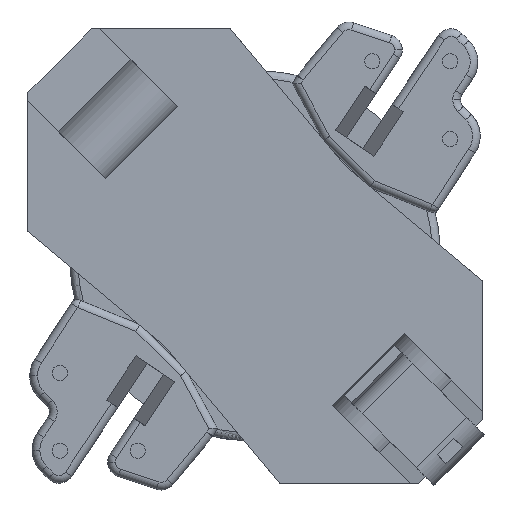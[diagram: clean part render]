
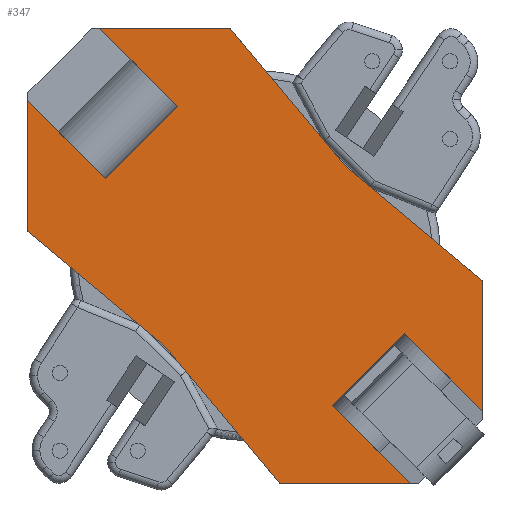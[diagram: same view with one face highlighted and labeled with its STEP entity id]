
A CAD part, front view. The second image highlights one B-rep face of the part: STEP entity #347.
In plain terms, the highlighted face is planar.
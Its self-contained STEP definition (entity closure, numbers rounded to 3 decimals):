
#135 = LINE ( 'NONE', #4730, #5808 ) ;
#153 = VERTEX_POINT ( 'NONE', #8230 ) ;
#156 = VECTOR ( 'NONE', #9249, 1000. ) ;
#209 = VERTEX_POINT ( 'NONE', #9332 ) ;
#306 = CARTESIAN_POINT ( 'NONE',  ( -4.66, 5.81, 0. ) ) ;
#347 = ADVANCED_FACE ( 'NONE', ( #5573 ), #654, .F. ) ;
#373 = VERTEX_POINT ( 'NONE', #1612 ) ;
#392 = DIRECTION ( 'NONE',  ( -0.087, 0.996, 0. ) ) ;
#430 = ORIENTED_EDGE ( 'NONE', *, *, #4445, .T. ) ;
#435 = LINE ( 'NONE', #1860, #4041 ) ;
#530 = DIRECTION ( 'NONE',  ( 0., 1., 0. ) ) ;
#536 = VERTEX_POINT ( 'NONE', #3400 ) ;
#537 = VERTEX_POINT ( 'NONE', #1933 ) ;
#614 = ORIENTED_EDGE ( 'NONE', *, *, #2604, .T. ) ;
#654 = PLANE ( 'NONE',  #7704 ) ;
#764 = LINE ( 'NONE', #1237, #4382 ) ;
#851 = EDGE_CURVE ( 'NONE', #7093, #1781, #8838, .T. ) ;
#939 = VECTOR ( 'NONE', #530, 1000. ) ;
#1119 = VERTEX_POINT ( 'NONE', #5827 ) ;
#1237 = CARTESIAN_POINT ( 'NONE',  ( 4.15, 0., 0. ) ) ;
#1303 = LINE ( 'NONE', #6305, #6500 ) ;
#1481 = EDGE_CURVE ( 'NONE', #373, #537, #2358, .T. ) ;
#1566 = VECTOR ( 'NONE', #9304, 1000. ) ;
#1612 = CARTESIAN_POINT ( 'NONE',  ( 1.66, 5.25, 0. ) ) ;
#1656 = DIRECTION ( 'NONE',  ( -0.707, 0.707, 0. ) ) ;
#1781 = VERTEX_POINT ( 'NONE', #3035 ) ;
#1860 = CARTESIAN_POINT ( 'NONE',  ( 4.15, 0., 0. ) ) ;
#1933 = CARTESIAN_POINT ( 'NONE',  ( 1.66, 8.81, 0. ) ) ;
#2185 = CARTESIAN_POINT ( 'NONE',  ( 0., 0., 0. ) ) ;
#2241 = ORIENTED_EDGE ( 'NONE', *, *, #6934, .T. ) ;
#2256 = CARTESIAN_POINT ( 'NONE',  ( 1.66, -5.25, 0. ) ) ;
#2358 = LINE ( 'NONE', #8953, #939 ) ;
#2575 = CARTESIAN_POINT ( 'NONE',  ( 1.66, 5.25, 0. ) ) ;
#2604 = EDGE_CURVE ( 'NONE', #153, #2862, #5141, .T. ) ;
#2696 = CARTESIAN_POINT ( 'NONE',  ( -4.66, 5.81, 0. ) ) ;
#2704 = DIRECTION ( 'NONE',  ( -0.087, -0.996, 0. ) ) ;
#2758 = DIRECTION ( 'NONE',  ( 0.707, 0.707, 0. ) ) ;
#2801 = EDGE_CURVE ( 'NONE', #7657, #6377, #435, .T. ) ;
#2862 = VERTEX_POINT ( 'NONE', #306 ) ;
#2901 = LINE ( 'NONE', #6822, #1566 ) ;
#2924 = LINE ( 'NONE', #2989, #156 ) ;
#2989 = CARTESIAN_POINT ( 'NONE',  ( -4.15, 0., 0. ) ) ;
#3035 = CARTESIAN_POINT ( 'NONE',  ( -1.66, -5.25, 0. ) ) ;
#3091 = DIRECTION ( 'NONE',  ( 0., -1., 0. ) ) ;
#3240 = LINE ( 'NONE', #9618, #7626 ) ;
#3288 = CARTESIAN_POINT ( 'NONE',  ( 4.66, -5.81, 0. ) ) ;
#3400 = CARTESIAN_POINT ( 'NONE',  ( 1.66, -8.81, 0. ) ) ;
#3504 = EDGE_LOOP ( 'NONE', ( #5197, #8382, #9384, #2241, #614, #430, #4894, #6657, #9365, #7660, #5992, #3911, #4501, #6276 ) ) ;
#3808 = DIRECTION ( 'NONE',  ( 0., 1., 0. ) ) ;
#3911 = ORIENTED_EDGE ( 'NONE', *, *, #5621, .T. ) ;
#3936 = CARTESIAN_POINT ( 'NONE',  ( 1.66, -5.25, 0. ) ) ;
#3989 = CARTESIAN_POINT ( 'NONE',  ( 4.66, 5.81, 0. ) ) ;
#4041 = VECTOR ( 'NONE', #392, 1000. ) ;
#4066 = CARTESIAN_POINT ( 'NONE',  ( -4.66, -5.81, 0. ) ) ;
#4250 = EDGE_CURVE ( 'NONE', #6377, #9821, #764, .T. ) ;
#4343 = DIRECTION ( 'NONE',  ( 0.087, 0.996, 0. ) ) ;
#4382 = VECTOR ( 'NONE', #4343, 1000. ) ;
#4445 = EDGE_CURVE ( 'NONE', #2862, #1119, #2924, .T. ) ;
#4501 = ORIENTED_EDGE ( 'NONE', *, *, #2801, .T. ) ;
#4693 = LINE ( 'NONE', #2575, #5437 ) ;
#4715 = VECTOR ( 'NONE', #1656, 1000. ) ;
#4730 = CARTESIAN_POINT ( 'NONE',  ( 4.66, -5.81, 0. ) ) ;
#4894 = ORIENTED_EDGE ( 'NONE', *, *, #8892, .T. ) ;
#5011 = EDGE_CURVE ( 'NONE', #1781, #209, #2901, .T. ) ;
#5141 = LINE ( 'NONE', #2696, #6235 ) ;
#5197 = ORIENTED_EDGE ( 'NONE', *, *, #5920, .T. ) ;
#5388 = DIRECTION ( 'NONE',  ( -1., 0., 0. ) ) ;
#5437 = VECTOR ( 'NONE', #7141, 1000. ) ;
#5573 = FACE_OUTER_BOUND ( 'NONE', #3504, .T. ) ;
#5621 = EDGE_CURVE ( 'NONE', #536, #7657, #135, .T. ) ;
#5808 = VECTOR ( 'NONE', #2758, 1000. ) ;
#5827 = CARTESIAN_POINT ( 'NONE',  ( -4.15, 0., 0. ) ) ;
#5839 = CARTESIAN_POINT ( 'NONE',  ( -1.66, 5.25, 0. ) ) ;
#5920 = EDGE_CURVE ( 'NONE', #9821, #537, #7380, .T. ) ;
#5938 = VECTOR ( 'NONE', #9248, 1000. ) ;
#5992 = ORIENTED_EDGE ( 'NONE', *, *, #9302, .T. ) ;
#6044 = VECTOR ( 'NONE', #8519, 1000. ) ;
#6107 = CARTESIAN_POINT ( 'NONE',  ( 4.15, 0., 0. ) ) ;
#6218 = CARTESIAN_POINT ( 'NONE',  ( -4.66, -5.81, 0. ) ) ;
#6235 = VECTOR ( 'NONE', #7794, 1000. ) ;
#6276 = ORIENTED_EDGE ( 'NONE', *, *, #4250, .T. ) ;
#6305 = CARTESIAN_POINT ( 'NONE',  ( 1.66, -5.25, 0. ) ) ;
#6377 = VERTEX_POINT ( 'NONE', #6107 ) ;
#6500 = VECTOR ( 'NONE', #3091, 1000. ) ;
#6548 = EDGE_CURVE ( 'NONE', #373, #7294, #4693, .T. ) ;
#6657 = ORIENTED_EDGE ( 'NONE', *, *, #8657, .T. ) ;
#6822 = CARTESIAN_POINT ( 'NONE',  ( -1.66, -5.25, 0. ) ) ;
#6934 = EDGE_CURVE ( 'NONE', #7294, #153, #8272, .T. ) ;
#6966 = DIRECTION ( 'NONE',  ( 0., 0., -1. ) ) ;
#7073 = CARTESIAN_POINT ( 'NONE',  ( 4.66, 5.81, 0. ) ) ;
#7093 = VERTEX_POINT ( 'NONE', #3936 ) ;
#7141 = DIRECTION ( 'NONE',  ( -1., 0., 0. ) ) ;
#7294 = VERTEX_POINT ( 'NONE', #5839 ) ;
#7380 = LINE ( 'NONE', #3989, #4715 ) ;
#7409 = VECTOR ( 'NONE', #3808, 1000. ) ;
#7626 = VECTOR ( 'NONE', #2704, 1000. ) ;
#7657 = VERTEX_POINT ( 'NONE', #3288 ) ;
#7660 = ORIENTED_EDGE ( 'NONE', *, *, #851, .F. ) ;
#7704 = AXIS2_PLACEMENT_3D ( 'NONE', #2185, #6966, #5388 ) ;
#7794 = DIRECTION ( 'NONE',  ( -0.707, -0.707, 0. ) ) ;
#8230 = CARTESIAN_POINT ( 'NONE',  ( -1.66, 8.81, 0. ) ) ;
#8272 = LINE ( 'NONE', #9970, #7409 ) ;
#8342 = LINE ( 'NONE', #6218, #6044 ) ;
#8382 = ORIENTED_EDGE ( 'NONE', *, *, #1481, .F. ) ;
#8519 = DIRECTION ( 'NONE',  ( 0.707, -0.707, 0. ) ) ;
#8657 = EDGE_CURVE ( 'NONE', #8758, #209, #8342, .T. ) ;
#8758 = VERTEX_POINT ( 'NONE', #4066 ) ;
#8838 = LINE ( 'NONE', #2256, #5938 ) ;
#8892 = EDGE_CURVE ( 'NONE', #1119, #8758, #3240, .T. ) ;
#8953 = CARTESIAN_POINT ( 'NONE',  ( 1.66, 5.25, 0. ) ) ;
#9248 = DIRECTION ( 'NONE',  ( -1., 0., 0. ) ) ;
#9249 = DIRECTION ( 'NONE',  ( 0.087, -0.996, 0. ) ) ;
#9302 = EDGE_CURVE ( 'NONE', #7093, #536, #1303, .T. ) ;
#9304 = DIRECTION ( 'NONE',  ( 0., -1., 0. ) ) ;
#9332 = CARTESIAN_POINT ( 'NONE',  ( -1.66, -8.81, 0. ) ) ;
#9365 = ORIENTED_EDGE ( 'NONE', *, *, #5011, .F. ) ;
#9384 = ORIENTED_EDGE ( 'NONE', *, *, #6548, .T. ) ;
#9618 = CARTESIAN_POINT ( 'NONE',  ( -4.15, 0., 0. ) ) ;
#9821 = VERTEX_POINT ( 'NONE', #7073 ) ;
#9970 = CARTESIAN_POINT ( 'NONE',  ( -1.66, 5.25, 0. ) ) ;
